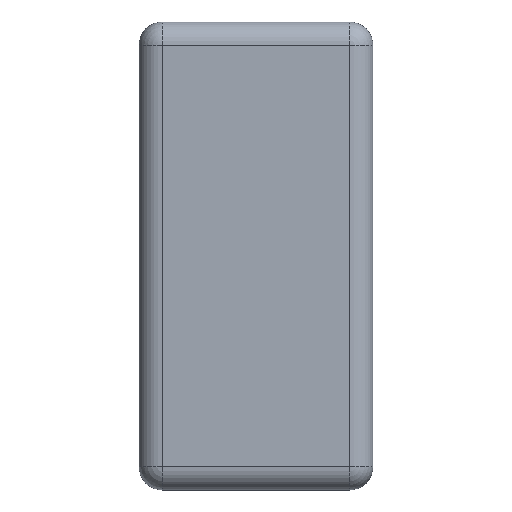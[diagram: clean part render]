
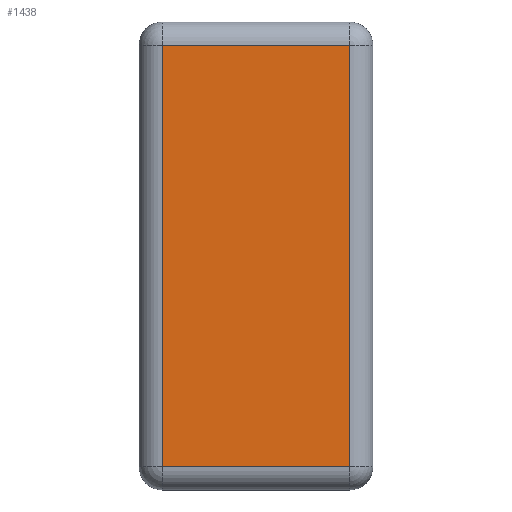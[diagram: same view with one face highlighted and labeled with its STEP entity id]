
A CAD part, top view. The second image highlights one B-rep face of the part: STEP entity #1438.
In plain terms, the highlighted planar face has unit normal (0, 0, 1).
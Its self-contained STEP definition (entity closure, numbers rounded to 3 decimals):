
#198=FACE_OUTER_BOUND('',#281,.T.);
#281=EDGE_LOOP('',(#1314,#1315,#1316,#1317));
#415=LINE('',#2568,#534);
#420=LINE('',#2578,#539);
#427=LINE('',#2590,#546);
#429=LINE('',#2594,#548);
#534=VECTOR('',#1954,1000.);
#539=VECTOR('',#1965,1000.);
#546=VECTOR('',#1978,1000.);
#548=VECTOR('',#1984,1000.);
#665=VERTEX_POINT('',#2515);
#674=VERTEX_POINT('',#2537);
#675=VERTEX_POINT('',#2541);
#684=VERTEX_POINT('',#2563);
#881=EDGE_CURVE('',#665,#675,#415,.T.);
#886=EDGE_CURVE('',#684,#674,#420,.T.);
#893=EDGE_CURVE('',#674,#665,#427,.T.);
#895=EDGE_CURVE('',#675,#684,#429,.T.);
#1314=ORIENTED_EDGE('',*,*,#895,.T.);
#1315=ORIENTED_EDGE('',*,*,#886,.T.);
#1316=ORIENTED_EDGE('',*,*,#893,.T.);
#1317=ORIENTED_EDGE('',*,*,#881,.T.);
#1359=PLANE('',#1598);
#1438=ADVANCED_FACE('',(#198),#1359,.T.);
#1598=AXIS2_PLACEMENT_3D('',#2603,#1997,#1998);
#1954=DIRECTION('',(0.,1.,0.));
#1965=DIRECTION('',(0.,-1.,0.));
#1978=DIRECTION('',(1.,0.,0.));
#1984=DIRECTION('',(-1.,0.,0.));
#1997=DIRECTION('center_axis',(0.,0.,
1.));
#1998=DIRECTION('ref_axis',(1.,0.,0.));
#2515=CARTESIAN_POINT('',(8.,-18.,2.5));
#2537=CARTESIAN_POINT('',(-8.,-18.,2.5));
#2541=CARTESIAN_POINT('',(8.,18.,2.5));
#2563=CARTESIAN_POINT('',(-8.,18.,2.5));
#2568=CARTESIAN_POINT('',(8.,-18.,2.5));
#2578=CARTESIAN_POINT('',(-8.,18.,2.5));
#2590=CARTESIAN_POINT('',(-8.,-18.,2.5));
#2594=CARTESIAN_POINT('',(8.,18.,2.5));
#2603=CARTESIAN_POINT('Origin',(0.,0.,2.5));
